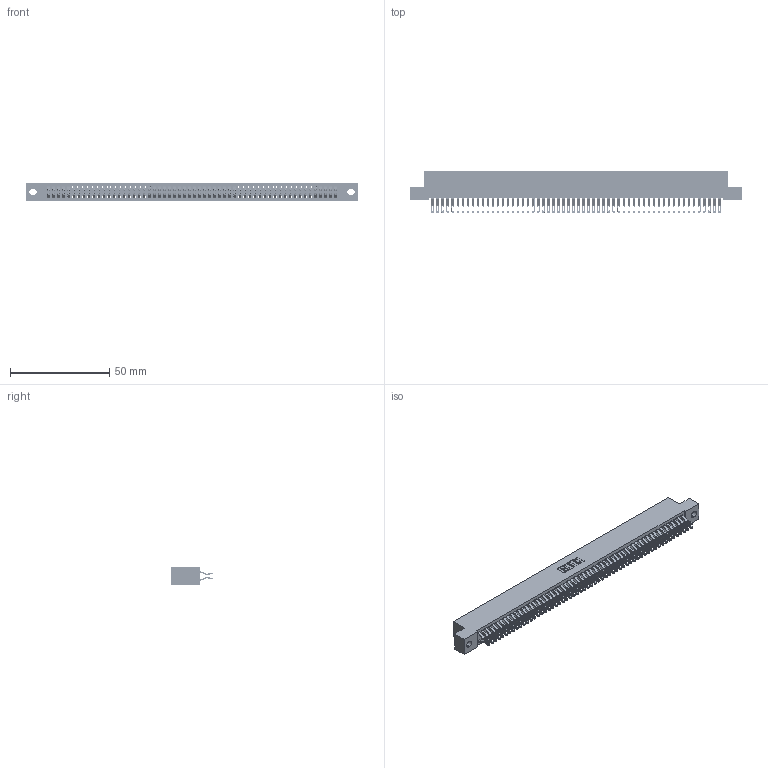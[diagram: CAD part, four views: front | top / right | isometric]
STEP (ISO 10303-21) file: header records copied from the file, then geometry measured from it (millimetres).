
FILE_DESCRIPTION (( 'STEP AP203' ), '1' );
FILE_NAME ('392-116-555-202.STEP', '2018-08-19T00:18:27', ( '' ), ( '' ), 'SwSTEP 2.0', 'SolidWorks 2016', '' );
FILE_SCHEMA (( 'CONFIG_CONTROL_DESIGN' ));
Length unit declared in the file: inch
Products named in the file (3): 392-116-555-202; 342 Part_.128 Slot; 345-292-001_555 Tail
Assembly tree (117 placements, depth 2):
  392-116-555-202
    342 Part_.128 Slot
    345-292-001_555 Tail  x116
Bounding box: 167.64 x 21.47 x 9.4 mm (x, y, z)
Volume: 15408.4 mm3; surface area: 26357.1 mm2
Topology: 117 solids, 117 shells, 6842 faces, 21539 edges, 14358 vertices
Faces by surface type: plane 4014, cylinder 2828
Entity records: 35573 total; most frequent: CARTESIAN_POINT 5912, ORIENTED_EDGE 5818, DIRECTION 4993, EDGE_CURVE 2909, VECTOR 2761, LINE 2761, VERTEX_POINT 1938, AXIS2_PLACEMENT_3D 1116
